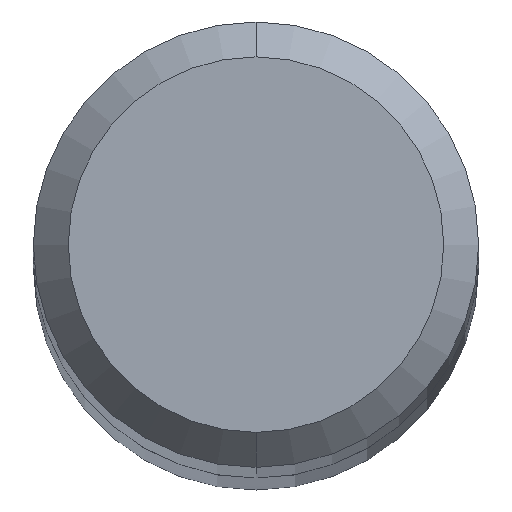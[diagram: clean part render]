
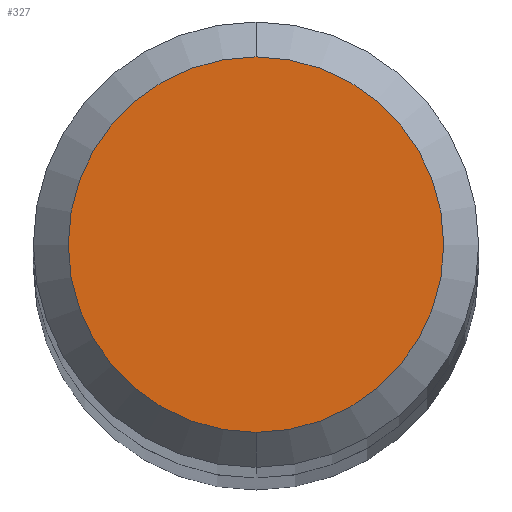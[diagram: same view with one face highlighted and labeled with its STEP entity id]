
A CAD part, top view. The second image highlights one B-rep face of the part: STEP entity #327.
In plain terms, the highlighted planar face has unit normal (0, 0, 1).
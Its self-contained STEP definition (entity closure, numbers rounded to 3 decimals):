
#171=EDGE_CURVE('',#411,#301,#447,.T.);
#187=EDGE_CURVE('',#301,#411,#464,.T.);
#301=VERTEX_POINT('',#590);
#327=ADVANCED_FACE('',(#619),#620,.T.);
#411=VERTEX_POINT('',#712);
#447=CIRCLE('',#776,2.15);
#464=CIRCLE('',#831,2.15);
#590=CARTESIAN_POINT('',(0.,-2.15,0.0));
#619=FACE_OUTER_BOUND('',#1124,.T.);
#620=PLANE('',#1125);
#712=CARTESIAN_POINT('',(0.0,2.15,0.0));
#776=AXIS2_PLACEMENT_3D('',#1320,#1321,#1322);
#831=AXIS2_PLACEMENT_3D('',#1333,#1334,#1335);
#1124=EDGE_LOOP('',(#1520,#1521));
#1125=AXIS2_PLACEMENT_3D('',#1522,#1523,#1524);
#1320=CARTESIAN_POINT('',(0.0,0.0,0.0));
#1321=DIRECTION('',(0.0,0.0,-1.0));
#1322=DIRECTION('',(0.0,1.0,0.0));
#1333=CARTESIAN_POINT('',(0.0,0.0,0.0));
#1334=DIRECTION('',(0.0,0.0,-1.0));
#1335=DIRECTION('',(0.0,1.0,0.0));
#1520=ORIENTED_EDGE('',*,*,#171,.F.);
#1521=ORIENTED_EDGE('',*,*,#187,.F.);
#1522=CARTESIAN_POINT('',(0.0,1.075,0.0));
#1523=DIRECTION('',(-0.0,0.0,1.0));
#1524=DIRECTION('',(0.0,-1.0,0.0));
